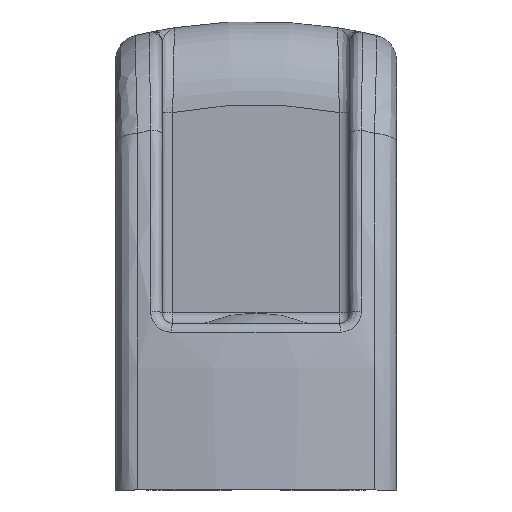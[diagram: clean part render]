
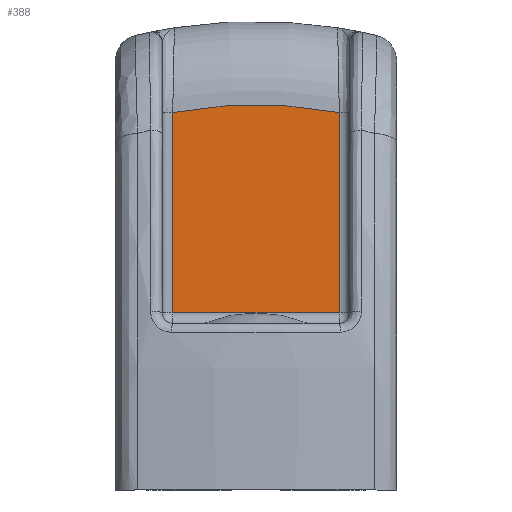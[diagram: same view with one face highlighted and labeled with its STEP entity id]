
A CAD part, left-side view. The second image highlights one B-rep face of the part: STEP entity #388.
In plain terms, the highlighted planar face has unit normal (-1, 0, 0).
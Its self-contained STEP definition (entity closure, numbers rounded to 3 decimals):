
#388 = ADVANCED_FACE( '', ( #819 ), #820, .T. );
#819 = FACE_OUTER_BOUND( '', #4594, .T. );
#820 = PLANE( '', #4595 );
#4594 = EDGE_LOOP( '', ( #6736, #6737, #6738, #6739 ) );
#4595 = AXIS2_PLACEMENT_3D( '', #6740, #6741, #6742 );
#6736 = ORIENTED_EDGE( '', *, *, #7184, .T. );
#6737 = ORIENTED_EDGE( '', *, *, #7121, .T. );
#6738 = ORIENTED_EDGE( '', *, *, #7256, .T. );
#6739 = ORIENTED_EDGE( '', *, *, #7422, .T. );
#6740 = CARTESIAN_POINT( '', ( -57., -9., 80.138 ) );
#6741 = DIRECTION( '', ( -1., 0., 0. ) );
#6742 = DIRECTION( '', ( 0., 0., 1. ) );
#7121 = EDGE_CURVE( '', #7680, #7682, #7684, .F. );
#7184 = EDGE_CURVE( '', #7727, #7680, #7789, .F. );
#7256 = EDGE_CURVE( '', #7682, #7798, #7890, .T. );
#7422 = EDGE_CURVE( '', #7798, #7727, #8100, .T. );
#7680 = VERTEX_POINT( '', #9391 );
#7682 = VERTEX_POINT( '', #9393 );
#7684 = LINE( '', #9395, #9396 );
#7727 = VERTEX_POINT( '', #9531 );
#7789 = LINE( '', #9680, #9681 );
#7798 = VERTEX_POINT( '', #9794 );
#7890 = CIRCLE( '', #10263, 42. );
#8100 = LINE( '', #11214, #11215 );
#9391 = CARTESIAN_POINT( '', ( -57., -8., 17. ) );
#9393 = CARTESIAN_POINT( '', ( -57., -8., 36.231 ) );
#9395 = CARTESIAN_POINT( '', ( -57., -8., 36.024 ) );
#9396 = VECTOR( '', #11630, 1000. );
#9531 = CARTESIAN_POINT( '', ( -57., 8., 17. ) );
#9680 = CARTESIAN_POINT( '', ( -57., -9., 17. ) );
#9681 = VECTOR( '', #11724, 1000. );
#9794 = CARTESIAN_POINT( '', ( -57., 8., 36.231 ) );
#10263 = AXIS2_PLACEMENT_3D( '', #11797, #11798, #11799 );
#11214 = CARTESIAN_POINT( '', ( -57., 8., 16. ) );
#11215 = VECTOR( '', #11976, 1000. );
#11630 = DIRECTION( '', ( 0., 0., -1. ) );
#11724 = DIRECTION( '', ( 0., 1., 0. ) );
#11797 = CARTESIAN_POINT( '', ( -57., 0., -5. ) );
#11798 = DIRECTION( '', ( -1., 0., 0. ) );
#11799 = DIRECTION( '', ( 0., 0., 1. ) );
#11976 = DIRECTION( '', ( 0., 0., -1. ) );
